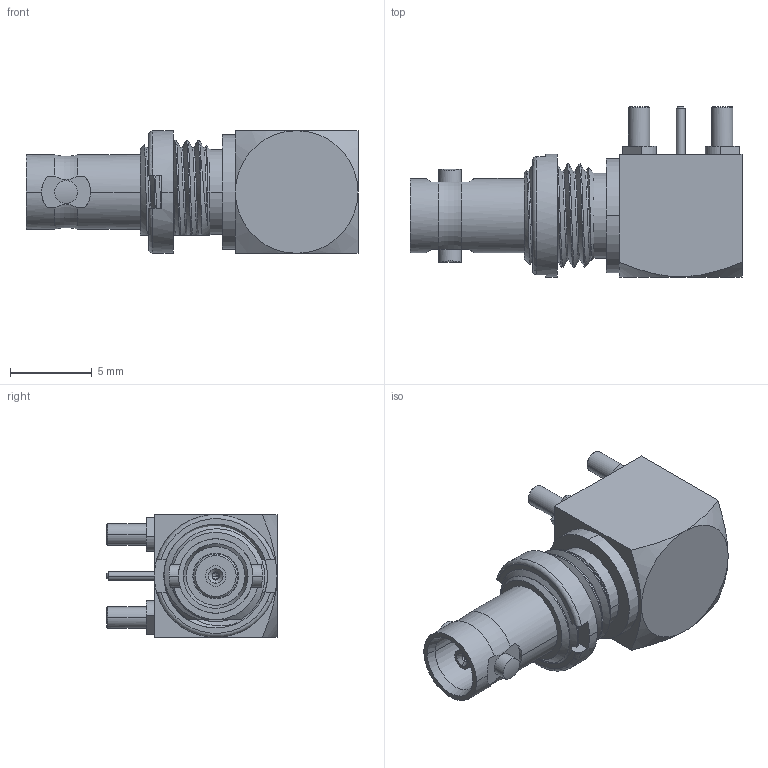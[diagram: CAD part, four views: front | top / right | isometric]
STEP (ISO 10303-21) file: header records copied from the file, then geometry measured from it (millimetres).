
FILE_DESCRIPTION((''),'2;1');
FILE_NAME('34-1030-12G_SW0001','2016-07-20T',('Madhan_2'),(''),'PRO/ENGINEER BY PARAMETRIC TECHNOLOGY CORPORATION, 2014440','PRO/ENGINEER BY PARAMETRIC TECHNOLOGY CORPORATION, 2014440','');
FILE_SCHEMA(('CONFIG_CONTROL_DESIGN'));
Length unit declared in the file: millimetre
Products named in the file (1): 34-1030-12G_SW0001
Bounding box: 20.3 x 10.4 x 7.5 mm (x, y, z)
Surface area: 1139.7 mm2 (no closed solid volume)
Topology: 0 solids, 12 shells, 215 faces, 624 edges, 430 vertices
Faces by surface type: plane 67, cylinder 63, cone 47, bspline 34, torus 4
Entity records: 15767 total; most frequent: CARTESIAN_POINT 10299, ORIENTED_EDGE 1128, DIRECTION 1071, EDGE_CURVE 622, VERTEX_POINT 430, AXIS2_PLACEMENT_3D 422, CIRCLE 241, EDGE_LOOP 232
